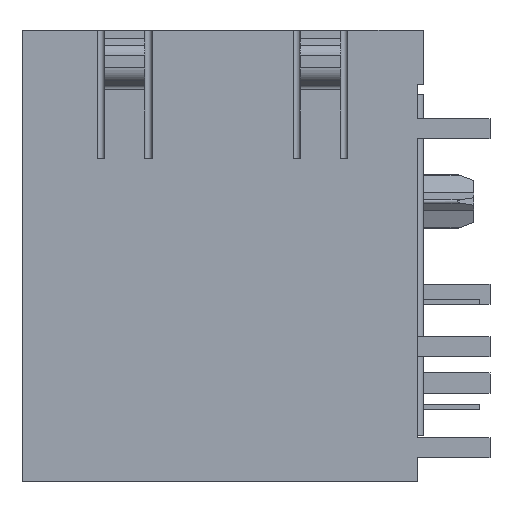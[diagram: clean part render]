
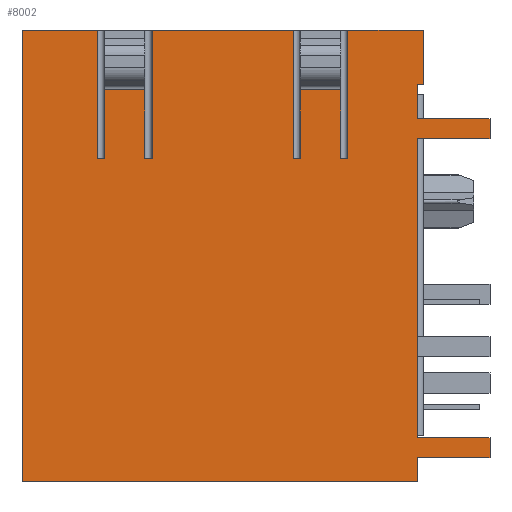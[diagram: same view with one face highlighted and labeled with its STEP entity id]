
A CAD part, left-side view. The second image highlights one B-rep face of the part: STEP entity #8002.
In plain terms, the highlighted planar face has unit normal (-1, 0, 0).
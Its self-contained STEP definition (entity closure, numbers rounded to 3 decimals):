
#128=DIRECTION('',(0.,1.,0.));
#129=VECTOR('',#128,4.768);
#130=CARTESIAN_POINT('',(-8.636,-12.637,0.));
#131=LINE('',#130,#129);
#154=DIRECTION('',(0.,1.,0.));
#155=VECTOR('',#154,8.89);
#156=CARTESIAN_POINT('',(-8.636,-4.44,0.));
#157=LINE('',#156,#155);
#180=DIRECTION('',(0.,1.,0.));
#181=VECTOR('',#180,4.757);
#182=CARTESIAN_POINT('',(-8.636,7.879,0.));
#183=LINE('',#182,#181);
#596=DIRECTION('',(0.,0.,1.));
#597=VECTOR('',#596,4.343);
#598=CARTESIAN_POINT('',(-8.636,4.895,-8.098));
#599=LINE('',#598,#597);
#728=DIRECTION('',(0.,1.,0.));
#729=VECTOR('',#728,0.445);
#730=CARTESIAN_POINT('',(-8.636,-4.884,-8.098));
#731=LINE('',#730,#729);
#732=DIRECTION('',(0.,1.,0.));
#733=VECTOR('',#732,0.445);
#734=CARTESIAN_POINT('',(-8.636,-7.869,-8.098));
#735=LINE('',#734,#733);
#736=DIRECTION('',(0.,0.,-1.));
#737=VECTOR('',#736,8.098);
#738=CARTESIAN_POINT('',(-8.636,-7.869,0.));
#739=LINE('',#738,#737);
#740=DIRECTION('',(0.,1.,0.));
#741=VECTOR('',#740,0.381);
#742=CARTESIAN_POINT('',(-8.636,-12.637,-3.424));
#743=LINE('',#742,#741);
#744=DIRECTION('',(0.,0.,1.));
#745=VECTOR('',#744,2.164);
#746=CARTESIAN_POINT('',(-8.636,-12.256,-5.588));
#747=LINE('',#746,#745);
#748=DIRECTION('',(0.,1.,0.));
#749=VECTOR('',#748,4.572);
#750=CARTESIAN_POINT('',(-8.636,-16.828,-5.588));
#751=LINE('',#750,#749);
#752=DIRECTION('',(0.,0.,1.));
#753=VECTOR('',#752,1.27);
#754=CARTESIAN_POINT('',(-8.636,-16.828,-6.858));
#755=LINE('',#754,#753);
#756=DIRECTION('',(0.,-1.,0.));
#757=VECTOR('',#756,4.572);
#758=CARTESIAN_POINT('',(-8.636,-12.256,-6.858));
#759=LINE('',#758,#757);
#760=DIRECTION('',(0.,0.,1.));
#761=VECTOR('',#760,18.796);
#762=CARTESIAN_POINT('',(-8.636,-12.256,-25.654));
#763=LINE('',#762,#761);
#764=DIRECTION('',(0.,1.,0.));
#765=VECTOR('',#764,4.572);
#766=CARTESIAN_POINT('',(-8.636,-16.828,-25.654));
#767=LINE('',#766,#765);
#768=DIRECTION('',(0.,0.,1.));
#769=VECTOR('',#768,1.27);
#770=CARTESIAN_POINT('',(-8.636,-16.828,-26.924));
#771=LINE('',#770,#769);
#772=DIRECTION('',(0.,-1.,0.));
#773=VECTOR('',#772,4.572);
#774=CARTESIAN_POINT('',(-8.636,-12.256,-26.924));
#775=LINE('',#774,#773);
#776=DIRECTION('',(0.,0.,1.));
#777=VECTOR('',#776,1.524);
#778=CARTESIAN_POINT('',(-8.636,-12.256,-28.448));
#779=LINE('',#778,#777);
#780=DIRECTION('',(0.,0.,1.));
#781=VECTOR('',#780,28.448);
#782=CARTESIAN_POINT('',(-8.636,12.637,-28.448));
#783=LINE('',#782,#781);
#784=DIRECTION('',(0.,0.,-1.));
#785=VECTOR('',#784,8.098);
#786=CARTESIAN_POINT('',(-8.636,7.879,0.));
#787=LINE('',#786,#785);
#788=DIRECTION('',(0.,1.,0.));
#789=VECTOR('',#788,0.445);
#790=CARTESIAN_POINT('',(-8.636,7.435,-8.098));
#791=LINE('',#790,#789);
#792=DIRECTION('',(0.,1.,0.));
#793=VECTOR('',#792,0.445);
#794=CARTESIAN_POINT('',(-8.636,4.45,-8.098));
#795=LINE('',#794,#793);
#796=DIRECTION('',(0.,0.,-1.));
#797=VECTOR('',#796,8.098);
#798=CARTESIAN_POINT('',(-8.636,4.45,0.));
#799=LINE('',#798,#797);
#800=DIRECTION('',(0.,0.,-1.));
#801=VECTOR('',#800,8.098);
#802=CARTESIAN_POINT('',(-8.636,-4.44,0.));
#803=LINE('',#802,#801);
#866=DIRECTION('',(0.,0.,1.));
#867=VECTOR('',#866,4.343);
#868=CARTESIAN_POINT('',(-8.636,-4.884,-8.098));
#869=LINE('',#868,#867);
#940=DIRECTION('',(0.,0.,1.));
#941=VECTOR('',#940,4.343);
#942=CARTESIAN_POINT('',(-8.636,-7.424,-8.098));
#943=LINE('',#942,#941);
#1072=DIRECTION('',(0.,1.,0.));
#1073=VECTOR('',#1072,2.54);
#1074=CARTESIAN_POINT('',(-8.636,-7.424,-3.754));
#1075=LINE('',#1074,#1073);
#1196=DIRECTION('',(0.,0.,1.));
#1197=VECTOR('',#1196,3.424);
#1198=CARTESIAN_POINT('',(-8.636,-12.637,-3.424));
#1199=LINE('',#1198,#1197);
#4852=DIRECTION('',(0.,1.,0.));
#4853=VECTOR('',#4852,24.892);
#4854=CARTESIAN_POINT('',(-8.636,-12.256,-28.448));
#4855=LINE('',#4854,#4853);
#5490=DIRECTION('',(0.,0.,1.));
#5491=VECTOR('',#5490,4.343);
#5492=CARTESIAN_POINT('',(-8.636,7.435,-8.098));
#5493=LINE('',#5492,#5491);
#5612=DIRECTION('',(0.,1.,0.));
#5613=VECTOR('',#5612,2.54);
#5614=CARTESIAN_POINT('',(-8.636,4.895,-3.754));
#5615=LINE('',#5614,#5613);
#5701=CARTESIAN_POINT('',(-8.636,-12.637,0.));
#5703=VERTEX_POINT('',#5701);
#5704=CARTESIAN_POINT('',(-8.636,12.637,0.));
#5706=VERTEX_POINT('',#5704);
#5708=CARTESIAN_POINT('',(-8.636,12.637,-28.448));
#5710=VERTEX_POINT('',#5708);
#5712=CARTESIAN_POINT('',(-8.636,-12.256,-28.448));
#5714=VERTEX_POINT('',#5712);
#5717=CARTESIAN_POINT('',(-8.636,-12.637,-3.424));
#5719=VERTEX_POINT('',#5717);
#6004=CARTESIAN_POINT('',(-8.636,-7.869,0.));
#6006=VERTEX_POINT('',#6004);
#6014=CARTESIAN_POINT('',(-8.636,-4.44,0.));
#6015=VERTEX_POINT('',#6014);
#6016=CARTESIAN_POINT('',(-8.636,4.45,0.));
#6018=VERTEX_POINT('',#6016);
#6026=CARTESIAN_POINT('',(-8.636,7.879,0.));
#6027=VERTEX_POINT('',#6026);
#6036=CARTESIAN_POINT('',(-8.636,-7.869,-8.098));
#6037=VERTEX_POINT('',#6036);
#6038=CARTESIAN_POINT('',(-8.636,-4.44,-8.098));
#6039=VERTEX_POINT('',#6038);
#6040=CARTESIAN_POINT('',(-8.636,4.45,-8.098));
#6041=VERTEX_POINT('',#6040);
#6042=CARTESIAN_POINT('',(-8.636,7.879,-8.098));
#6043=VERTEX_POINT('',#6042);
#6072=CARTESIAN_POINT('',(-8.636,4.895,-3.754));
#6074=VERTEX_POINT('',#6072);
#6128=CARTESIAN_POINT('',(-8.636,7.435,-3.754));
#6130=VERTEX_POINT('',#6128);
#6156=CARTESIAN_POINT('',(-8.636,4.895,-8.098));
#6158=VERTEX_POINT('',#6156);
#6164=CARTESIAN_POINT('',(-8.636,7.435,-8.098));
#6166=VERTEX_POINT('',#6164);
#6204=CARTESIAN_POINT('',(-8.636,-16.828,-6.858));
#6205=CARTESIAN_POINT('',(-8.636,-16.828,-5.588));
#6206=VERTEX_POINT('',#6204);
#6207=VERTEX_POINT('',#6205);
#6208=CARTESIAN_POINT('',(-8.636,-16.828,-26.924));
#6209=CARTESIAN_POINT('',(-8.636,-16.828,-25.654));
#6210=VERTEX_POINT('',#6208);
#6211=VERTEX_POINT('',#6209);
#6228=CARTESIAN_POINT('',(-8.636,-12.256,-5.588));
#6229=VERTEX_POINT('',#6228);
#6230=CARTESIAN_POINT('',(-8.636,-12.256,-6.858));
#6231=VERTEX_POINT('',#6230);
#6232=CARTESIAN_POINT('',(-8.636,-12.256,-26.924));
#6233=VERTEX_POINT('',#6232);
#6234=CARTESIAN_POINT('',(-8.636,-12.256,-25.654));
#6235=VERTEX_POINT('',#6234);
#6236=CARTESIAN_POINT('',(-8.636,-12.256,-3.424));
#6237=VERTEX_POINT('',#6236);
#6960=CARTESIAN_POINT('',(-8.636,-7.424,-3.754));
#6962=VERTEX_POINT('',#6960);
#7016=CARTESIAN_POINT('',(-8.636,-4.884,-3.754));
#7018=VERTEX_POINT('',#7016);
#7044=CARTESIAN_POINT('',(-8.636,-7.424,-8.098));
#7046=VERTEX_POINT('',#7044);
#7052=CARTESIAN_POINT('',(-8.636,-4.884,-8.098));
#7054=VERTEX_POINT('',#7052);
#7943=CARTESIAN_POINT('',(-8.636,12.637,0.));
#7944=DIRECTION('',(-1.,0.,0.));
#7945=DIRECTION('',(0.,-1.,0.));
#7946=AXIS2_PLACEMENT_3D('',#7943,#7944,#7945);
#7947=PLANE('',#7946);
#7948=ORIENTED_EDGE('',*,*,#7823,.F.);
#7950=ORIENTED_EDGE('',*,*,#7949,.T.);
#7952=ORIENTED_EDGE('',*,*,#7951,.F.);
#7954=ORIENTED_EDGE('',*,*,#7953,.F.);
#7955=ORIENTED_EDGE('',*,*,#7835,.F.);
#7957=ORIENTED_EDGE('',*,*,#7956,.F.);
#7958=ORIENTED_EDGE('',*,*,#7531,.F.);
#7960=ORIENTED_EDGE('',*,*,#7959,.F.);
#7962=ORIENTED_EDGE('',*,*,#7961,.T.);
#7964=ORIENTED_EDGE('',*,*,#7963,.F.);
#7966=ORIENTED_EDGE('',*,*,#7965,.F.);
#7968=ORIENTED_EDGE('',*,*,#7967,.F.);
#7970=ORIENTED_EDGE('',*,*,#7969,.F.);
#7972=ORIENTED_EDGE('',*,*,#7971,.F.);
#7974=ORIENTED_EDGE('',*,*,#7973,.F.);
#7976=ORIENTED_EDGE('',*,*,#7975,.F.);
#7978=ORIENTED_EDGE('',*,*,#7977,.F.);
#7980=ORIENTED_EDGE('',*,*,#7979,.F.);
#7982=ORIENTED_EDGE('',*,*,#7981,.T.);
#7984=ORIENTED_EDGE('',*,*,#7983,.T.);
#7985=ORIENTED_EDGE('',*,*,#7555,.F.);
#7987=ORIENTED_EDGE('',*,*,#7986,.T.);
#7988=ORIENTED_EDGE('',*,*,#7770,.F.);
#7990=ORIENTED_EDGE('',*,*,#7989,.T.);
#7992=ORIENTED_EDGE('',*,*,#7991,.F.);
#7993=ORIENTED_EDGE('',*,*,#7872,.F.);
#7994=ORIENTED_EDGE('',*,*,#7782,.F.);
#7996=ORIENTED_EDGE('',*,*,#7995,.F.);
#7997=ORIENTED_EDGE('',*,*,#7543,.F.);
#7999=ORIENTED_EDGE('',*,*,#7998,.T.);
#8000=EDGE_LOOP('',(#7948,#7950,#7952,#7954,#7955,#7957,#7958,#7960,#7962,#7964,
#7966,#7968,#7970,#7972,#7974,#7976,#7978,#7980,#7982,#7984,#7985,#7987,#7988,
#7990,#7992,#7993,#7994,#7996,#7997,#7999));
#8001=FACE_OUTER_BOUND('',#8000,.F.);
#8002=ADVANCED_FACE('',(#8001),#7947,.T.);
#7531=EDGE_CURVE('',#5703,#6006,#131,.T.);
#7543=EDGE_CURVE('',#6015,#6018,#157,.T.);
#7555=EDGE_CURVE('',#6027,#5706,#183,.T.);
#7770=EDGE_CURVE('',#6166,#6043,#791,.T.);
#7782=EDGE_CURVE('',#6041,#6158,#795,.T.);
#7823=EDGE_CURVE('',#7054,#6039,#731,.T.);
#7835=EDGE_CURVE('',#6037,#7046,#735,.T.);
#7872=EDGE_CURVE('',#6158,#6074,#599,.T.);
#7949=EDGE_CURVE('',#7054,#7018,#869,.T.);
#7951=EDGE_CURVE('',#6962,#7018,#1075,.T.);
#7953=EDGE_CURVE('',#7046,#6962,#943,.T.);
#7956=EDGE_CURVE('',#6006,#6037,#739,.T.);
#7959=EDGE_CURVE('',#5719,#5703,#1199,.T.);
#7961=EDGE_CURVE('',#5719,#6237,#743,.T.);
#7963=EDGE_CURVE('',#6229,#6237,#747,.T.);
#7965=EDGE_CURVE('',#6207,#6229,#751,.T.);
#7967=EDGE_CURVE('',#6206,#6207,#755,.T.);
#7969=EDGE_CURVE('',#6231,#6206,#759,.T.);
#7971=EDGE_CURVE('',#6235,#6231,#763,.T.);
#7973=EDGE_CURVE('',#6211,#6235,#767,.T.);
#7975=EDGE_CURVE('',#6210,#6211,#771,.T.);
#7977=EDGE_CURVE('',#6233,#6210,#775,.T.);
#7979=EDGE_CURVE('',#5714,#6233,#779,.T.);
#7981=EDGE_CURVE('',#5714,#5710,#4855,.T.);
#7983=EDGE_CURVE('',#5710,#5706,#783,.T.);
#7986=EDGE_CURVE('',#6027,#6043,#787,.T.);
#7989=EDGE_CURVE('',#6166,#6130,#5493,.T.);
#7991=EDGE_CURVE('',#6074,#6130,#5615,.T.);
#7995=EDGE_CURVE('',#6018,#6041,#799,.T.);
#7998=EDGE_CURVE('',#6015,#6039,#803,.T.);
